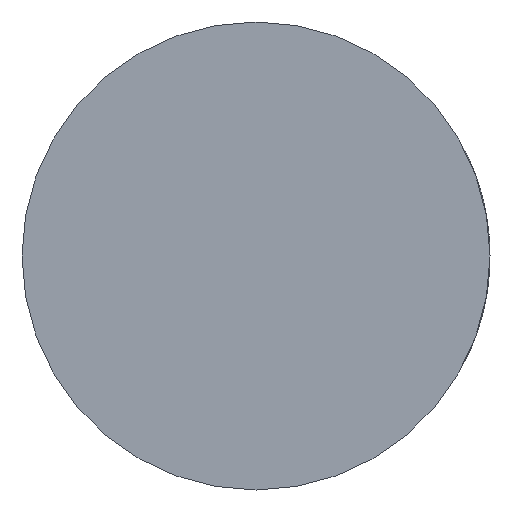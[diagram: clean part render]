
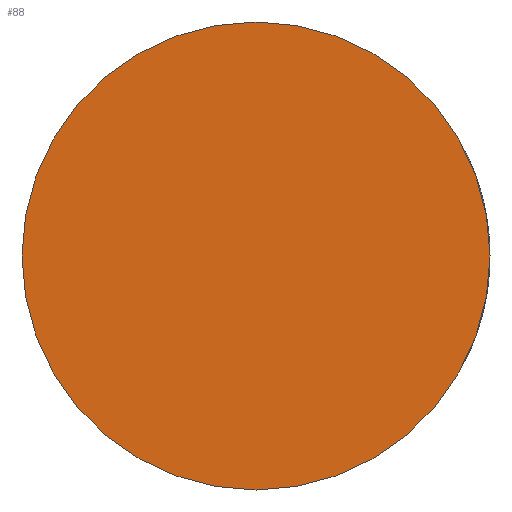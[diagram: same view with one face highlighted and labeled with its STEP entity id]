
A CAD part, front view. The second image highlights one B-rep face of the part: STEP entity #88.
In plain terms, the highlighted planar face has unit normal (0, -1, 0).
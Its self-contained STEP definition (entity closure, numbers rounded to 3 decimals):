
#3 = CIRCLE ( 'NONE', #125, 2.5 ) ;
#15 = CIRCLE ( 'NONE', #165, 2.5 ) ;
#26 = FACE_OUTER_BOUND ( 'NONE', #312, .T. ) ;
#43 = DIRECTION ( 'NONE',  ( 0., 0., 1. ) ) ;
#51 = PLANE ( 'NONE',  #278 ) ;
#53 = EDGE_CURVE ( 'NONE', #70, #124, #15, .T. ) ;
#60 = EDGE_CURVE ( 'NONE', #124, #70, #3, .T. ) ;
#70 = VERTEX_POINT ( 'NONE', #255 ) ;
#75 = CARTESIAN_POINT ( 'NONE',  ( 0., 0., 0. ) ) ;
#81 = DIRECTION ( 'NONE',  ( 0., 0., 1. ) ) ;
#88 = ADVANCED_FACE ( 'NONE', ( #26 ), #51, .F. ) ;
#104 = CARTESIAN_POINT ( 'NONE',  ( 0., 0., 0. ) ) ;
#124 = VERTEX_POINT ( 'NONE', #281 ) ;
#125 = AXIS2_PLACEMENT_3D ( 'NONE', #184, #251, #297 ) ;
#148 = ORIENTED_EDGE ( 'NONE', *, *, #60, .F. ) ;
#165 = AXIS2_PLACEMENT_3D ( 'NONE', #104, #319, #43 ) ;
#184 = CARTESIAN_POINT ( 'NONE',  ( 0., 0., 0. ) ) ;
#251 = DIRECTION ( 'NONE',  ( 0., 1., 0. ) ) ;
#252 = DIRECTION ( 'NONE',  ( 0., 1., 0. ) ) ;
#255 = CARTESIAN_POINT ( 'NONE',  ( 0., 0., -2.5 ) ) ;
#278 = AXIS2_PLACEMENT_3D ( 'NONE', #75, #252, #81 ) ;
#281 = CARTESIAN_POINT ( 'NONE',  ( 0., 0., 2.5 ) ) ;
#297 = DIRECTION ( 'NONE',  ( 0., 0., 1. ) ) ;
#312 = EDGE_LOOP ( 'NONE', ( #335, #148 ) ) ;
#319 = DIRECTION ( 'NONE',  ( 0., 1., 0. ) ) ;
#335 = ORIENTED_EDGE ( 'NONE', *, *, #53, .F. ) ;
